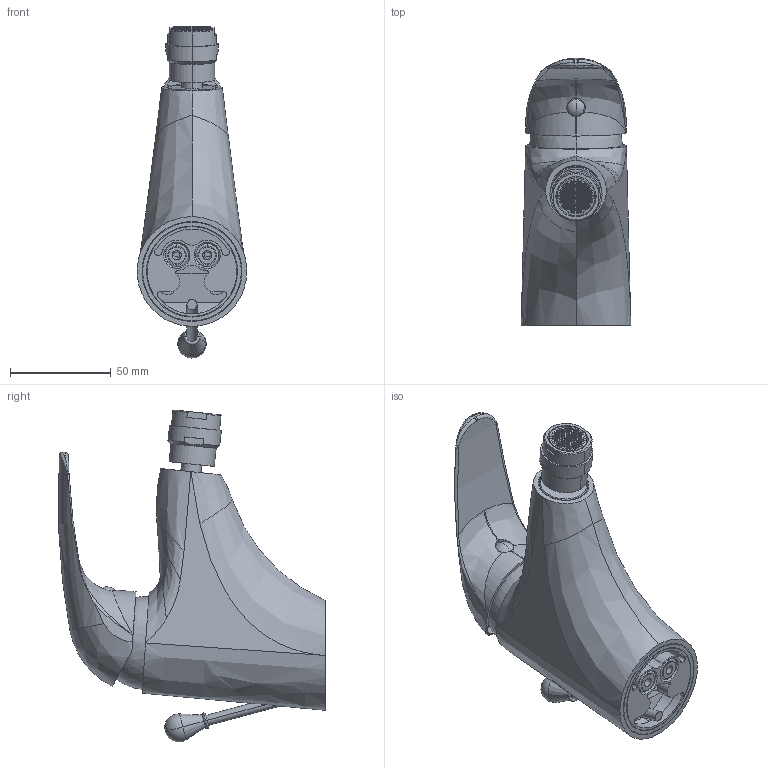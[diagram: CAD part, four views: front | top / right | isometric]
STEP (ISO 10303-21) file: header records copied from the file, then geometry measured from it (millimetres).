
FILE_DESCRIPTION((''),'2;1');
FILE_NAME('DU135CR','2021-11-09T13:45:14',('ut3'),('PAFFONI SpA'),'CREO PARAMETRIC BY PTC INC, 2020044','CREO PARAMETRIC BY PTC INC, 2020044','');
FILE_SCHEMA(('CONFIG_CONTROL_DESIGN','SHAPE_APPEARANCE_LAYERS_GROUPS'));
Products named in the file (1): DU135CR
Bounding box: 54.3 x 132.06 x 164.38 mm (x, y, z)
Volume: 194736 mm3; surface area: 108132.8 mm2
Topology: 5 solids, 5 shells, 2771 faces, 7986 edges, 5179 vertices
Faces by surface type: plane 2039, cylinder 413, torus 137, cone 82, bspline 69, sphere 27, extrusion 4
Entity records: 111600 total; most frequent: CARTESIAN_POINT 27110, ORIENTED_EDGE 15918, DIRECTION 14937, EDGE_CURVE 7959, VERTEX_POINT 5179, VECTOR 5093, LINE 5089, AXIS2_PLACEMENT_3D 4922
